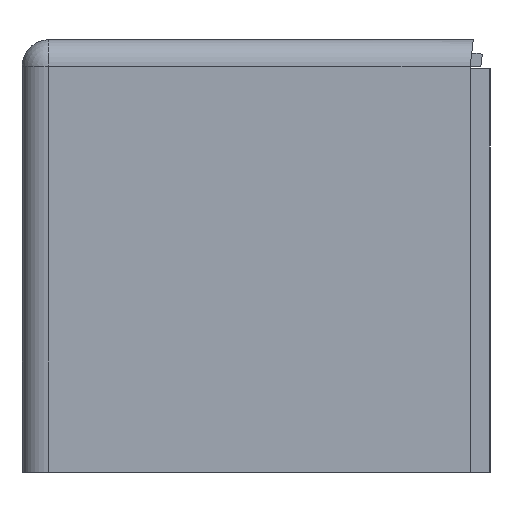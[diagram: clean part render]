
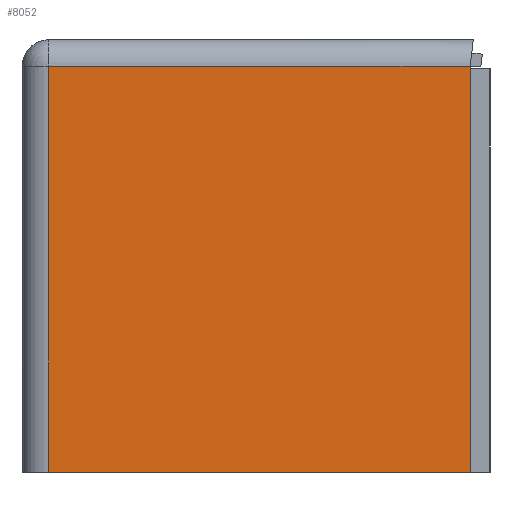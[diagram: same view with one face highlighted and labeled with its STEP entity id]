
A CAD part, left-side view. The second image highlights one B-rep face of the part: STEP entity #8052.
In plain terms, the highlighted planar face has unit normal (-1, 0, 0).
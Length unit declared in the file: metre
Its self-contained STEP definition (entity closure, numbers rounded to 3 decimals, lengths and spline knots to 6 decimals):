
#810=ORIENTED_EDGE('',*,*,#3091,.T.);
#811=ORIENTED_EDGE('',*,*,#3092,.T.);
#812=ORIENTED_EDGE('',*,*,#3053,.F.);
#813=ORIENTED_EDGE('',*,*,#3093,.F.);
#3053=EDGE_CURVE('',#4195,#4196,#4964,.T.);
#3091=EDGE_CURVE('',#4220,#4223,#4996,.T.);
#3092=EDGE_CURVE('',#4223,#4196,#4997,.T.);
#3093=EDGE_CURVE('',#4220,#4195,#4998,.T.);
#4195=VERTEX_POINT('',#12245);
#4196=VERTEX_POINT('',#12246);
#4220=VERTEX_POINT('',#12302);
#4223=VERTEX_POINT('',#12316);
#4964=LINE('',#12244,#6083);
#4996=LINE('',#12315,#6115);
#4997=LINE('',#12317,#6116);
#4998=LINE('',#12318,#6117);
#6083=VECTOR('',#9591,1.);
#6115=VECTOR('',#9645,1.);
#6116=VECTOR('',#9646,1.);
#6117=VECTOR('',#9647,1.);
#6680=EDGE_LOOP('',(#810,#811,#812,#813));
#7261=FACE_BOUND('',#6680,.T.);
#7673=PLANE('',#8467);
#8052=ADVANCED_FACE('',(#7261),#7673,.F.);
#8467=AXIS2_PLACEMENT_3D('',#12314,#9643,#9644);
#9591=DIRECTION('',(0.,1.,0.));
#9643=DIRECTION('',(1.,0.,0.));
#9644=DIRECTION('',(0.,1.,0.));
#9645=DIRECTION('',(0.,1.,0.));
#9646=DIRECTION('',(0.,0.,-1.));
#9647=DIRECTION('',(0.,0.,-1.));
#12244=CARTESIAN_POINT('',(-0.128,0.05924,0.));
#12245=CARTESIAN_POINT('',(-0.128,0.026486,0.));
#12246=CARTESIAN_POINT('',(-0.128,0.05824,0.));
#12302=CARTESIAN_POINT('',(-0.128,0.026486,0.030583));
#12314=CARTESIAN_POINT('',(-0.128,-0.008,0.016292));
#12315=CARTESIAN_POINT('',(-0.128,0.05824,0.030583));
#12316=CARTESIAN_POINT('',(-0.128,0.05824,0.030583));
#12317=CARTESIAN_POINT('',(-0.128,0.05824,0.));
#12318=CARTESIAN_POINT('',(-0.128,0.026486,0.015292));
